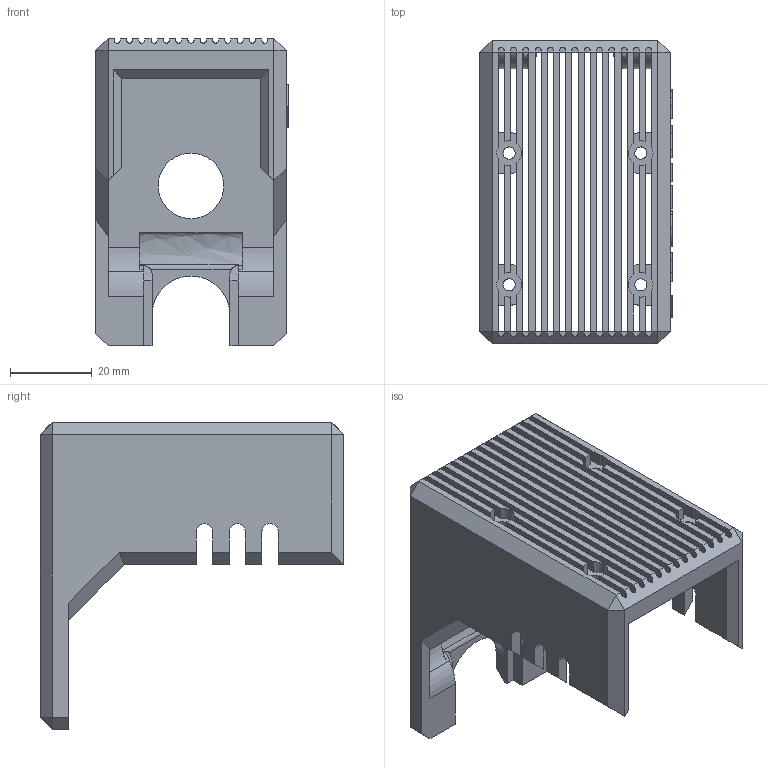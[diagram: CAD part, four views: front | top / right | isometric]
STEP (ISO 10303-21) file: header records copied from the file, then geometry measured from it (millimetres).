
FILE_DESCRIPTION(/* description */ (''),/* implementation_level */ '2;1');
FILE_NAME(/* name */ 'X_carriage_-_Block_shield_REMIX.step',/* time_stamp */ '2020-02-02T11:22:18-05:00',/* author */ (''),/* organization */ (''),/* preprocessor_version */ 'ST-DEVELOPER v18',/* originating_system */ 'Autodesk Translation Framework v8.12.0.6',/* authorisation */ '');
FILE_SCHEMA (('AUTOMOTIVE_DESIGN { 1 0 10303 214 3 1 1 }'));
Length unit declared in the file: millimetre
Products named in the file (1): X_carriage_-_Block_shield
Bounding box: 46.96 x 74.1 x 75 mm (x, y, z)
Volume: 29475 mm3; surface area: 27024.5 mm2
Topology: 1 solids, 1 shells, 396 faces, 1251 edges, 824 vertices
Faces by surface type: plane 260, cylinder 88, bspline 31, torus 16, cone 1
Full cylindrical faces by diameter (mm): 3 x4, 16 x1
Entity records: 14421 total; most frequent: CARTESIAN_POINT 3285, ORIENTED_EDGE 2502, DIRECTION 2114, EDGE_CURVE 1251, LINE 944, VECTOR 944, VERTEX_POINT 824, AXIS2_PLACEMENT_3D 585
